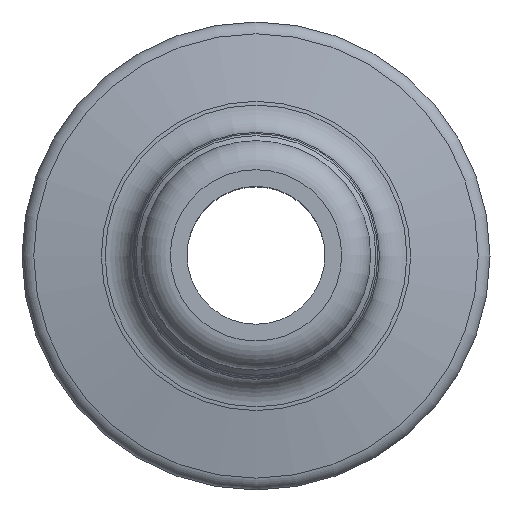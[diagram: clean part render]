
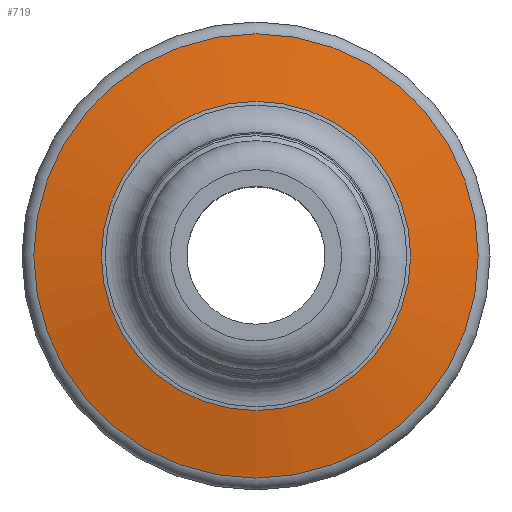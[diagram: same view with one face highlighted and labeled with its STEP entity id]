
A CAD part, top view. The second image highlights one B-rep face of the part: STEP entity #719.
In plain terms, the highlighted conical face has half-angle 79.336 degrees and reference radius 16.684 mm.
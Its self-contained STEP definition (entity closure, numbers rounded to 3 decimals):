
#47=LINE('',#1246,#71);
#71=VECTOR('',#943,16.685);
#95=CONICAL_SURFACE('',#793,16.685,1.385);
#104=FACE_OUTER_BOUND('',#159,.T.);
#159=EDGE_LOOP('',(#483,#484,#485,#486,#487,#488));
#224=CIRCLE('',#791,10.652);
#225=CIRCLE('',#792,10.652);
#226=CIRCLE('',#794,15.305);
#227=CIRCLE('',#795,15.305);
#308=VERTEX_POINT('',#1239);
#309=VERTEX_POINT('',#1241);
#310=VERTEX_POINT('',#1245);
#311=VERTEX_POINT('',#1247);
#371=EDGE_CURVE('',#308,#309,#224,.T.);
#372=EDGE_CURVE('',#309,#308,#225,.T.);
#373=EDGE_CURVE('',#309,#310,#47,.T.);
#374=EDGE_CURVE('',#311,#310,#226,.T.);
#375=EDGE_CURVE('',#310,#311,#227,.T.);
#483=ORIENTED_EDGE('',*,*,#371,.F.);
#484=ORIENTED_EDGE('',*,*,#372,.F.);
#485=ORIENTED_EDGE('',*,*,#373,.T.);
#486=ORIENTED_EDGE('',*,*,#374,.F.);
#487=ORIENTED_EDGE('',*,*,#375,.F.);
#488=ORIENTED_EDGE('',*,*,#373,.F.);
#719=ADVANCED_FACE('',(#104),#95,.T.);
#791=AXIS2_PLACEMENT_3D('',#1242,#937,#938);
#792=AXIS2_PLACEMENT_3D('',#1243,#939,#940);
#793=AXIS2_PLACEMENT_3D('',#1244,#941,#942);
#794=AXIS2_PLACEMENT_3D('',#1248,#944,#945);
#795=AXIS2_PLACEMENT_3D('',#1249,#946,#947);
#937=DIRECTION('center_axis',(0.,0.,
1.));
#938=DIRECTION('ref_axis',(1.,0.,0.));
#939=DIRECTION('center_axis',(0.,0.,
1.));
#940=DIRECTION('ref_axis',(1.,0.,0.));
#941=DIRECTION('center_axis',(0.,0.,-1.));
#942=DIRECTION('ref_axis',(-1.,0.,0.));
#943=DIRECTION('',(0.983,0.,-0.185));
#944=DIRECTION('center_axis',(0.,0.,-1.));
#945=DIRECTION('ref_axis',(1.,0.,0.));
#946=DIRECTION('center_axis',(0.,0.,-1.));
#947=DIRECTION('ref_axis',(1.,0.,0.));
#1239=CARTESIAN_POINT('',(-10.652,0.,29.471));
#1241=CARTESIAN_POINT('',(10.652,0.,29.471));
#1242=CARTESIAN_POINT('Origin',(0.,0.,
29.471));
#1243=CARTESIAN_POINT('Origin',(0.,0.,
29.471));
#1244=CARTESIAN_POINT('Origin',(0.,0.,28.335));
#1245=CARTESIAN_POINT('',(15.305,0.,28.595));
#1246=CARTESIAN_POINT('',(16.685,0.,28.335));
#1247=CARTESIAN_POINT('',(-15.305,0.,28.595));
#1248=CARTESIAN_POINT('Origin',(0.,0.,28.595));
#1249=CARTESIAN_POINT('Origin',(0.,0.,28.595));
